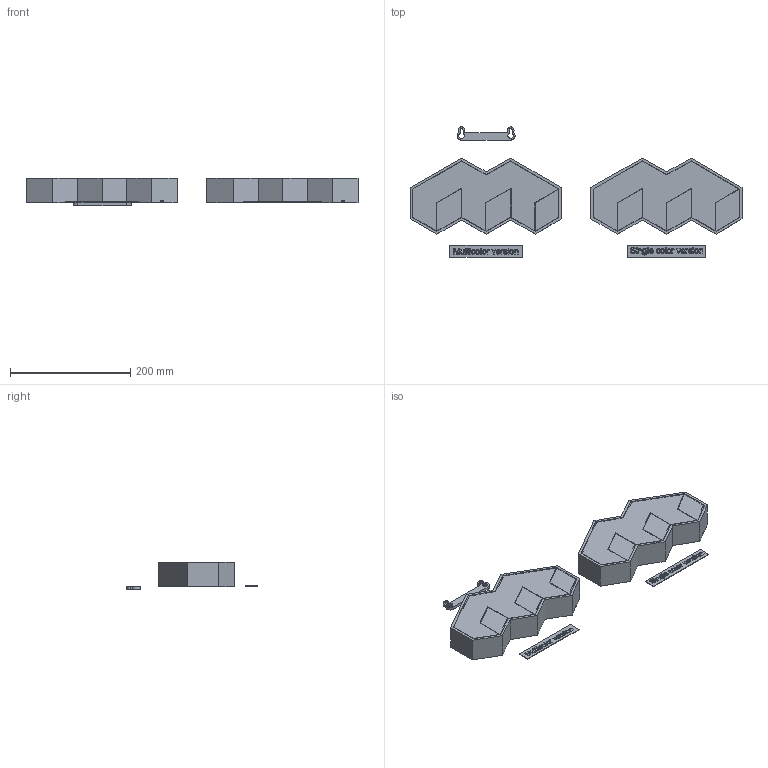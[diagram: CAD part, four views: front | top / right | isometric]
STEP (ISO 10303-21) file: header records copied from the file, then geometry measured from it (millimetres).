
FILE_DESCRIPTION(('HOOPS Exchange Step'),'2;1');
FILE_NAME('temp_export','2025-10-08T11:06:17+02:00',('michielgerritsen'),('Shapr3D Limited'),'HOOPS Exchange 2025.6','Shapr3D','Authorized');
FILE_SCHEMA( ('AP242_MANAGED_MODEL_BASED_3D_ENGINEERING_MIM_LF {1 0 10303 442 1 1 4}') );
Length unit declared in the file: millimetre
Products named in the file (5): Mage-OS single color; MageDispatch.com inset; Mage-OS multicolor; Labels; root
Assembly tree (4 placements, depth 3):
  root
    Mage-OS single color
    Mage-OS multicolor
      MageDispatch.com inset
    Labels
Bounding box: 551.2 x 216.12 x 45 mm (x, y, z)
Volume: 588133.6 mm3; surface area: 408529.8 mm2
Topology: 75 solids, 75 shells, 1934 faces, 5162 edges, 3422 vertices
Faces by surface type: plane 1038, bspline 736, cylinder 128, torus 32
Entity records: 71897 total; most frequent: CARTESIAN_POINT 28380, ORIENTED_EDGE 10324, DIRECTION 6224, EDGE_CURVE 5162, VERTEX_POINT 3422, VECTOR 3376, LINE 3376, EDGE_LOOP 2110
